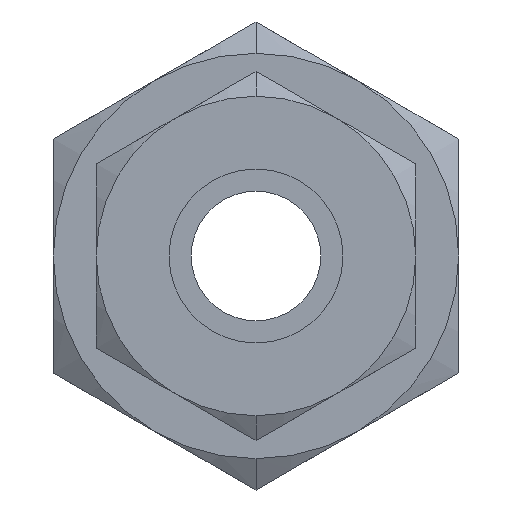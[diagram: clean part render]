
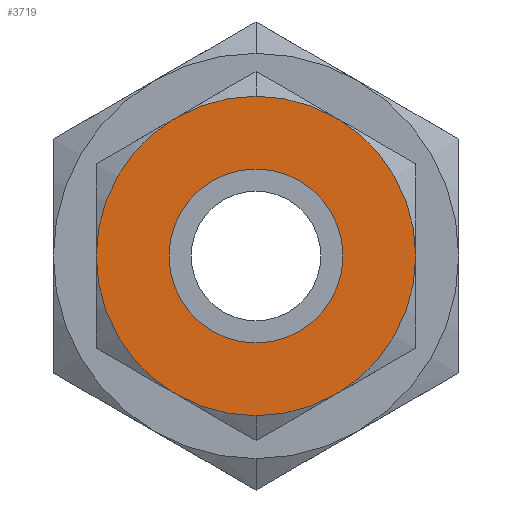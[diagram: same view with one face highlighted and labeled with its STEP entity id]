
A CAD part, left-side view. The second image highlights one B-rep face of the part: STEP entity #3719.
In plain terms, the highlighted planar face has unit normal (-1, 0, 0).
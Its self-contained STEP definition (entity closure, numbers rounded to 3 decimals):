
#113 = DIRECTION ( 'NONE',  ( -1., 0., 0. ) ) ;
#339 = VERTEX_POINT ( 'NONE', #7314 ) ;
#461 = CIRCLE ( 'NONE', #7715, 8.75 ) ;
#698 = EDGE_LOOP ( 'NONE', ( #4726, #3336 ) ) ;
#705 = FACE_OUTER_BOUND ( 'NONE', #1813, .T. ) ;
#852 = EDGE_CURVE ( 'NONE', #7477, #7151, #2425, .T. ) ;
#1240 = DIRECTION ( 'NONE',  ( 0., 0., 1. ) ) ;
#1566 = EDGE_CURVE ( 'NONE', #7151, #7477, #1805, .T. ) ;
#1655 = DIRECTION ( 'NONE',  ( 0., 0., -1. ) ) ;
#1805 = CIRCLE ( 'NONE', #6189, 4.763 ) ;
#1813 = EDGE_LOOP ( 'NONE', ( #6958, #6569 ) ) ;
#1833 = DIRECTION ( 'NONE',  ( 0., 0., 1. ) ) ;
#2088 = DIRECTION ( 'NONE',  ( 1., 0., 0. ) ) ;
#2326 = AXIS2_PLACEMENT_3D ( 'NONE', #5686, #5760, #1655 ) ;
#2425 = CIRCLE ( 'NONE', #5795, 4.763 ) ;
#2960 = CARTESIAN_POINT ( 'NONE',  ( 0., 0., 0. ) ) ;
#3336 = ORIENTED_EDGE ( 'NONE', *, *, #1566, .T. ) ;
#3719 = ADVANCED_FACE ( 'NONE', ( #3789, #705 ), #7218, .T. ) ;
#3789 = FACE_BOUND ( 'NONE', #698, .T. ) ;
#3910 = AXIS2_PLACEMENT_3D ( 'NONE', #5473, #113, #1833 ) ;
#4413 = CARTESIAN_POINT ( 'NONE',  ( 0., 0., 4.763 ) ) ;
#4561 = DIRECTION ( 'NONE',  ( 1., 0., 0. ) ) ;
#4600 = CARTESIAN_POINT ( 'NONE',  ( 0., 0., 0. ) ) ;
#4635 = DIRECTION ( 'NONE',  ( 0., 0., 1. ) ) ;
#4678 = CARTESIAN_POINT ( 'NONE',  ( 0., 0., 0. ) ) ;
#4698 = DIRECTION ( 'NONE',  ( 1., 0., 0. ) ) ;
#4726 = ORIENTED_EDGE ( 'NONE', *, *, #852, .T. ) ;
#4875 = CARTESIAN_POINT ( 'NONE',  ( 0., 0., -4.763 ) ) ;
#5473 = CARTESIAN_POINT ( 'NONE',  ( 0., 0., 4.375 ) ) ;
#5669 = CARTESIAN_POINT ( 'NONE',  ( 0., 0., -8.75 ) ) ;
#5686 = CARTESIAN_POINT ( 'NONE',  ( 0., 0., 0. ) ) ;
#5760 = DIRECTION ( 'NONE',  ( 1., 0., 0. ) ) ;
#5795 = AXIS2_PLACEMENT_3D ( 'NONE', #4678, #4561, #7581 ) ;
#5870 = EDGE_CURVE ( 'NONE', #7726, #339, #6469, .T. ) ;
#5925 = EDGE_CURVE ( 'NONE', #339, #7726, #461, .T. ) ;
#6189 = AXIS2_PLACEMENT_3D ( 'NONE', #2960, #4698, #1240 ) ;
#6469 = CIRCLE ( 'NONE', #2326, 8.75 ) ;
#6569 = ORIENTED_EDGE ( 'NONE', *, *, #5870, .F. ) ;
#6958 = ORIENTED_EDGE ( 'NONE', *, *, #5925, .F. ) ;
#7151 = VERTEX_POINT ( 'NONE', #4413 ) ;
#7218 = PLANE ( 'NONE',  #3910 ) ;
#7314 = CARTESIAN_POINT ( 'NONE',  ( 0., 0., 8.75 ) ) ;
#7477 = VERTEX_POINT ( 'NONE', #4875 ) ;
#7581 = DIRECTION ( 'NONE',  ( 0., 0., -1. ) ) ;
#7715 = AXIS2_PLACEMENT_3D ( 'NONE', #4600, #2088, #4635 ) ;
#7726 = VERTEX_POINT ( 'NONE', #5669 ) ;
